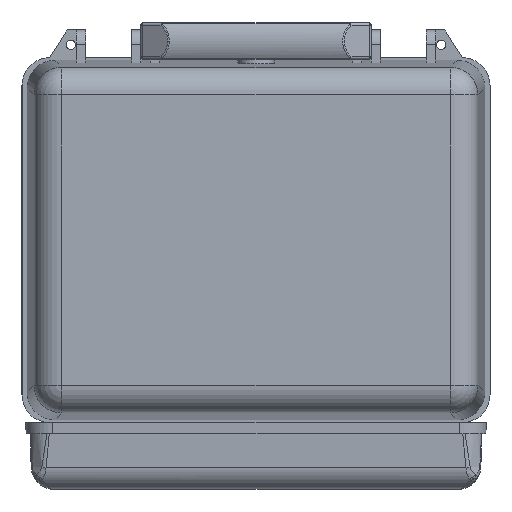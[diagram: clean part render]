
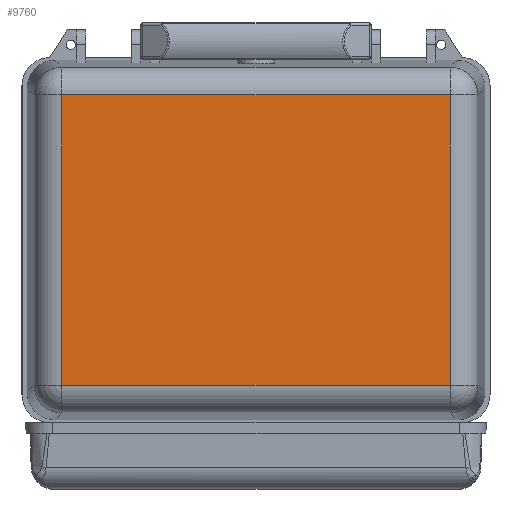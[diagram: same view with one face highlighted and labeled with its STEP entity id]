
A CAD part, front view. The second image highlights one B-rep face of the part: STEP entity #9760.
In plain terms, the highlighted planar face has unit normal (0, -1, 0).
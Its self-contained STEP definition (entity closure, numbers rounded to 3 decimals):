
#31 = CARTESIAN_POINT ( 'NONE',  ( 123.026, 0., -78.793 ) ) ;
#581 = VERTEX_POINT ( 'NONE', #11945 ) ;
#1374 = EDGE_CURVE ( 'NONE', #581, #8364, #9114, .T. ) ;
#1463 = CARTESIAN_POINT ( 'NONE',  ( -105.463, 0., 96.356 ) ) ;
#1866 = CARTESIAN_POINT ( 'NONE',  ( 123.026, 0., 96.356 ) ) ;
#2514 = DIRECTION ( 'NONE',  ( 0., 0., -1. ) ) ;
#2886 = LINE ( 'NONE', #1463, #5381 ) ;
#3308 = DIRECTION ( 'NONE',  ( 1., 0., 0. ) ) ;
#4060 = CARTESIAN_POINT ( 'NONE',  ( 123.026, 0., 78.793 ) ) ;
#4359 = VERTEX_POINT ( 'NONE', #6335 ) ;
#5051 = DIRECTION ( 'NONE',  ( -1., 0., 0. ) ) ;
#5381 = VECTOR ( 'NONE', #2514, 1000. ) ;
#5464 = VECTOR ( 'NONE', #3308, 1000. ) ;
#5910 = VERTEX_POINT ( 'NONE', #7229 ) ;
#6002 = EDGE_CURVE ( 'NONE', #5910, #581, #8118, .T. ) ;
#6120 = VECTOR ( 'NONE', #5051, 1000. ) ;
#6215 = DIRECTION ( 'NONE',  ( 0., 1., 0. ) ) ;
#6332 = FACE_OUTER_BOUND ( 'NONE', #10654, .T. ) ;
#6335 = CARTESIAN_POINT ( 'NONE',  ( -105.463, 0., 78.793 ) ) ;
#6979 = VECTOR ( 'NONE', #13160, 1000. ) ;
#7229 = CARTESIAN_POINT ( 'NONE',  ( -105.463, 0., -78.793 ) ) ;
#8118 = LINE ( 'NONE', #31, #5464 ) ;
#8364 = VERTEX_POINT ( 'NONE', #11349 ) ;
#9114 = LINE ( 'NONE', #12108, #6979 ) ;
#9260 = DIRECTION ( 'NONE',  ( 0., 0., 1. ) ) ;
#9760 = ADVANCED_FACE ( 'NONE', ( #6332 ), #12546, .F. ) ;
#10654 = EDGE_LOOP ( 'NONE', ( #11651, #12193, #12934, #11565 ) ) ;
#10908 = LINE ( 'NONE', #4060, #6120 ) ;
#11349 = CARTESIAN_POINT ( 'NONE',  ( 105.463, 0., 78.793 ) ) ;
#11565 = ORIENTED_EDGE ( 'NONE', *, *, #6002, .T. ) ;
#11651 = ORIENTED_EDGE ( 'NONE', *, *, #1374, .T. ) ;
#11717 = AXIS2_PLACEMENT_3D ( 'NONE', #1866, #6215, #9260 ) ;
#11945 = CARTESIAN_POINT ( 'NONE',  ( 105.463, 0., -78.793 ) ) ;
#12108 = CARTESIAN_POINT ( 'NONE',  ( 105.463, 0., 96.356 ) ) ;
#12193 = ORIENTED_EDGE ( 'NONE', *, *, #13113, .T. ) ;
#12393 = EDGE_CURVE ( 'NONE', #4359, #5910, #2886, .T. ) ;
#12546 = PLANE ( 'NONE',  #11717 ) ;
#12934 = ORIENTED_EDGE ( 'NONE', *, *, #12393, .T. ) ;
#13113 = EDGE_CURVE ( 'NONE', #8364, #4359, #10908, .T. ) ;
#13160 = DIRECTION ( 'NONE',  ( 0., 0., 1. ) ) ;
